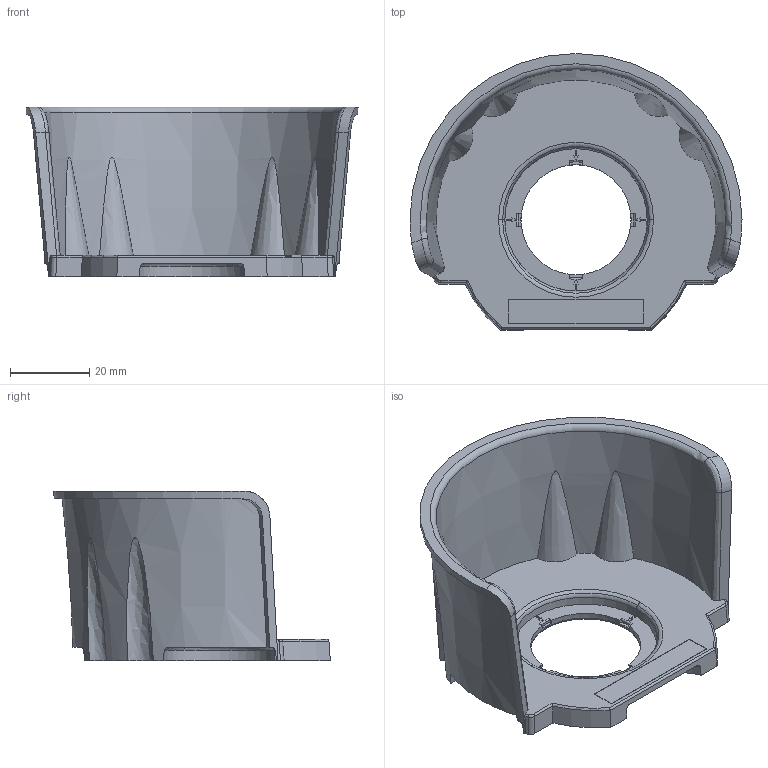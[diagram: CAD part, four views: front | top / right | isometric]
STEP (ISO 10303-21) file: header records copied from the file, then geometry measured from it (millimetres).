
FILE_DESCRIPTION((''),'2;1');
FILE_NAME('ASM0001_ASM','2022-04-12T11:50:46',('klemen.sitar'),('Audax d.o.o.'),'CREO PARAMETRIC BY PTC INC, 2021304','CREO PARAMETRIC BY PTC INC, 2021304','');
FILE_SCHEMA(('AP242_MANAGED_MODEL_BASED_3D_ENGINEERING_MIM_LF { 1 0 10303 442 1 1 4 }'));
Length unit declared in the file: metre
Products named in the file (2): PRT0001; ASM0001_ASM
Assembly tree (1 placements, depth 2):
  ASM0001_ASM
    PRT0001
Bounding box: 84.01 x 70.01 x 43 mm (x, y, z)
Volume: 20424.7 mm3; surface area: 21010.6 mm2
Topology: 1 solids, 1 shells, 178 faces, 534 edges, 360 vertices
Faces by surface type: plane 73, cone 38, bspline 30, torus 21, cylinder 12, extrusion 4
Entity records: 12167 total; most frequent: CARTESIAN_POINT 4361, ORIENTED_EDGE 1048, DIRECTION 829, PRESENTATION_STYLE_ASSIGNMENT 706, STYLED_ITEM 706, CURVE_STYLE 529, EDGE_CURVE 524, VERTEX_POINT 356
